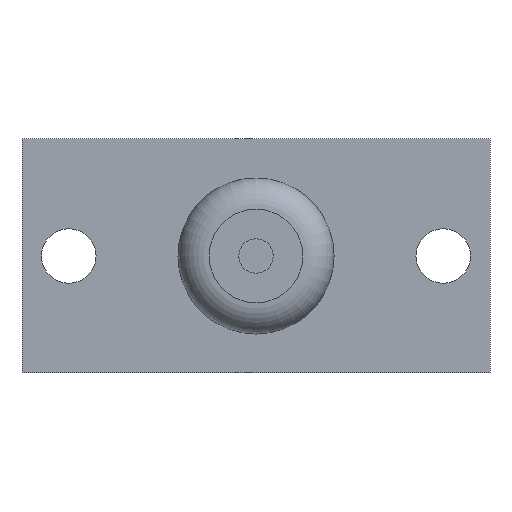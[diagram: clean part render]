
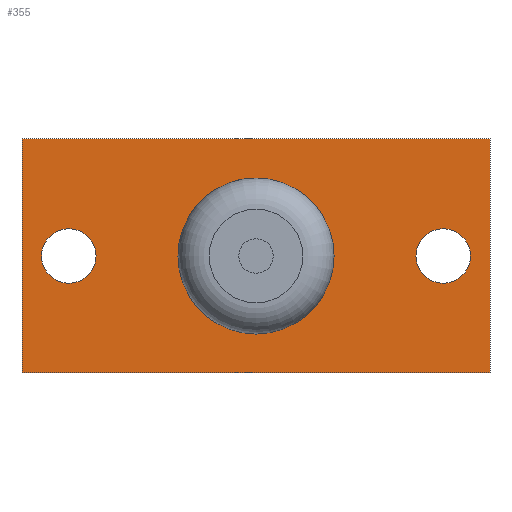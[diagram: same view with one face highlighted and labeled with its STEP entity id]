
A CAD part, left-side view. The second image highlights one B-rep face of the part: STEP entity #355.
In plain terms, the highlighted planar face has unit normal (-1, 0, 0).
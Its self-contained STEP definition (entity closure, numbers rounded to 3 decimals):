
#21=FACE_BOUND('',#85,.T.);
#22=FACE_BOUND('',#86,.T.);
#23=FACE_BOUND('',#87,.T.);
#59=FACE_OUTER_BOUND('',#84,.T.);
#84=EDGE_LOOP('',(#319,#320,#321,#322));
#85=EDGE_LOOP('',(#323));
#86=EDGE_LOOP('',(#324));
#87=EDGE_LOOP('',(#325));
#97=CIRCLE('',#387,5.);
#99=CIRCLE('',#391,1.75);
#101=CIRCLE('',#394,1.75);
#117=LINE('',#722,#140);
#120=LINE('',#728,#143);
#123=LINE('',#734,#146);
#126=LINE('',#738,#149);
#140=VECTOR('',#480,10.);
#143=VECTOR('',#485,10.);
#146=VECTOR('',#490,10.);
#149=VECTOR('',#495,10.);
#167=VERTEX_POINT('',#692);
#169=VERTEX_POINT('',#699);
#171=VERTEX_POINT('',#705);
#176=VERTEX_POINT('',#719);
#177=VERTEX_POINT('',#721);
#179=VERTEX_POINT('',#727);
#181=VERTEX_POINT('',#733);
#208=EDGE_CURVE('',#167,#167,#97,.T.);
#211=EDGE_CURVE('',#169,#169,#99,.T.);
#214=EDGE_CURVE('',#171,#171,#101,.T.);
#220=EDGE_CURVE('',#177,#176,#117,.T.);
#223=EDGE_CURVE('',#179,#177,#120,.T.);
#226=EDGE_CURVE('',#181,#179,#123,.T.);
#229=EDGE_CURVE('',#176,#181,#126,.T.);
#319=ORIENTED_EDGE('',*,*,#229,.T.);
#320=ORIENTED_EDGE('',*,*,#226,.T.);
#321=ORIENTED_EDGE('',*,*,#223,.T.);
#322=ORIENTED_EDGE('',*,*,#220,.T.);
#323=ORIENTED_EDGE('',*,*,#208,.T.);
#324=ORIENTED_EDGE('',*,*,#211,.T.);
#325=ORIENTED_EDGE('',*,*,#214,.T.);
#336=PLANE('',#404);
#355=ADVANCED_FACE('',(#59,#21,#22,#23),#336,.T.);
#387=AXIS2_PLACEMENT_3D('',#694,#449,#450);
#391=AXIS2_PLACEMENT_3D('',#701,#458,#459);
#394=AXIS2_PLACEMENT_3D('',#707,#465,#466);
#404=AXIS2_PLACEMENT_3D('',#740,#498,#499);
#449=DIRECTION('center_axis',(1.,0.,0.));
#450=DIRECTION('ref_axis',(0.,-1.,0.));
#458=DIRECTION('center_axis',(1.,0.,0.));
#459=DIRECTION('ref_axis',(0.,-1.,0.));
#465=DIRECTION('center_axis',(1.,0.,0.));
#466=DIRECTION('ref_axis',(0.,1.,0.));
#480=DIRECTION('',(0.,0.,-1.));
#485=DIRECTION('',(0.,1.,0.));
#490=DIRECTION('',(0.,0.,1.));
#495=DIRECTION('',(0.,-1.,0.));
#498=DIRECTION('center_axis',(-1.,0.,0.));
#499=DIRECTION('ref_axis',(0.,0.,1.));
#692=CARTESIAN_POINT('',(-4.,5.,0.));
#694=CARTESIAN_POINT('Origin',(-4.,0.,0.));
#699=CARTESIAN_POINT('',(-4.,13.75,0.));
#701=CARTESIAN_POINT('Origin',(-4.,12.,0.));
#705=CARTESIAN_POINT('',(-4.,-13.75,0.));
#707=CARTESIAN_POINT('Origin',(-4.,-12.,0.));
#719=CARTESIAN_POINT('',(-4.,15.,-7.5));
#721=CARTESIAN_POINT('',(-4.,15.,7.5));
#722=CARTESIAN_POINT('',(-4.,15.,7.5));
#727=CARTESIAN_POINT('',(-4.,-15.,7.5));
#728=CARTESIAN_POINT('',(-4.,-15.,7.5));
#733=CARTESIAN_POINT('',(-4.,-15.,-7.5));
#734=CARTESIAN_POINT('',(-4.,-15.,-7.5));
#738=CARTESIAN_POINT('',(-4.,15.,-7.5));
#740=CARTESIAN_POINT('Origin',(-4.,0.,0.));
